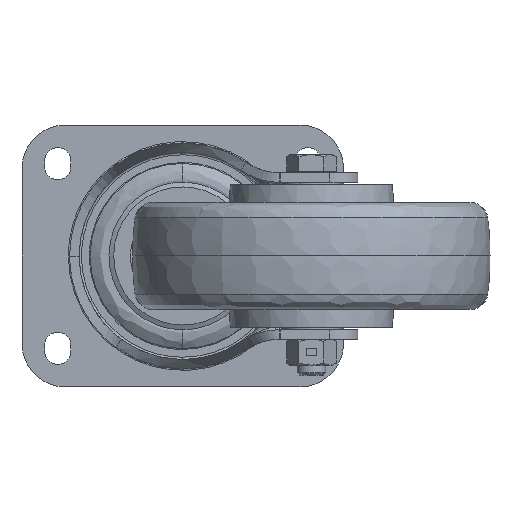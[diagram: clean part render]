
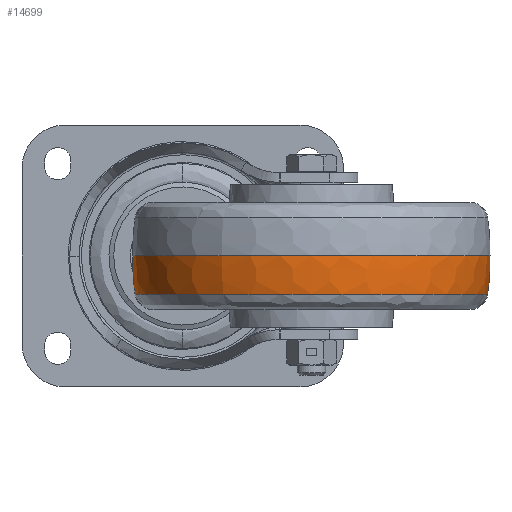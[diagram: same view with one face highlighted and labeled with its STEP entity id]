
A CAD part, front view. The second image highlights one B-rep face of the part: STEP entity #14699.
In plain terms, the highlighted toroidal (fillet/blend) face has major radius 24.98 mm and minor radius 100 mm.
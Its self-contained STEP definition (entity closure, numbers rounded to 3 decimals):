
#2015 = CIRCLE ( 'NONE', #26009, 75. ) ;
#2440 = ORIENTED_EDGE ( 'NONE', *, *, #22195, .T. ) ;
#3043 = VERTEX_POINT ( 'NONE', #27133 ) ;
#4449 = DIRECTION ( 'NONE',  ( 0., 0., 1. ) ) ;
#5691 = DIRECTION ( 'NONE',  ( 0., -1., 0. ) ) ;
#7537 = CARTESIAN_POINT ( 'NONE',  ( 78.98, -120., -2.024 ) ) ;
#8766 = CIRCLE ( 'NONE', #23508, 74.038 ) ;
#9412 = TOROIDAL_SURFACE ( 'NONE', #10649, -24.98, 100. ) ;
#9581 = DIRECTION ( 'NONE',  ( 0., 0., 1. ) ) ;
#10217 = CARTESIAN_POINT ( 'NONE',  ( 54., -120., -16.007 ) ) ;
#10435 = DIRECTION ( 'NONE',  ( -1., 0., 0. ) ) ;
#10649 = AXIS2_PLACEMENT_3D ( 'NONE', #15088, #9581, #29506 ) ;
#12130 = FACE_OUTER_BOUND ( 'NONE', #31183, .T. ) ;
#13082 = DIRECTION ( 'NONE',  ( 1., 0., 0. ) ) ;
#13216 = CIRCLE ( 'NONE', #25829, 100. ) ;
#13766 = AXIS2_PLACEMENT_3D ( 'NONE', #7537, #27506, #10435 ) ;
#14699 = ADVANCED_FACE ( 'NONE', ( #12130 ), #9412, .T. ) ;
#14908 = EDGE_CURVE ( 'NONE', #3043, #35197, #34803, .T. ) ;
#15088 = CARTESIAN_POINT ( 'NONE',  ( 54., -120., -2.024 ) ) ;
#15715 = ORIENTED_EDGE ( 'NONE', *, *, #35483, .T. ) ;
#15880 = EDGE_CURVE ( 'NONE', #35197, #28841, #2015, .T. ) ;
#18901 = CARTESIAN_POINT ( 'NONE',  ( 129., -120., 0. ) ) ;
#20182 = VERTEX_POINT ( 'NONE', #25902 ) ;
#21555 = CARTESIAN_POINT ( 'NONE',  ( 54., -120., 0. ) ) ;
#22195 = EDGE_CURVE ( 'NONE', #3043, #20182, #8766, .T. ) ;
#22798 = CARTESIAN_POINT ( 'NONE',  ( 29.02, -120., -2.024 ) ) ;
#23508 = AXIS2_PLACEMENT_3D ( 'NONE', #10217, #30146, #13082 ) ;
#24401 = DIRECTION ( 'NONE',  ( 1., 0., 0. ) ) ;
#25650 = DIRECTION ( 'NONE',  ( 0., 0., -1. ) ) ;
#25829 = AXIS2_PLACEMENT_3D ( 'NONE', #22798, #5691, #25650 ) ;
#25902 = CARTESIAN_POINT ( 'NONE',  ( 128.038, -120., -16.007 ) ) ;
#26009 = AXIS2_PLACEMENT_3D ( 'NONE', #21555, #4449, #24401 ) ;
#27133 = CARTESIAN_POINT ( 'NONE',  ( -20.038, -120., -16.007 ) ) ;
#27506 = DIRECTION ( 'NONE',  ( 0., 1., 0. ) ) ;
#27657 = ORIENTED_EDGE ( 'NONE', *, *, #14908, .F. ) ;
#28841 = VERTEX_POINT ( 'NONE', #18901 ) ;
#29506 = DIRECTION ( 'NONE',  ( 1., 0., 0. ) ) ;
#30146 = DIRECTION ( 'NONE',  ( 0., 0., 1. ) ) ;
#31183 = EDGE_LOOP ( 'NONE', ( #27657, #2440, #15715, #31839 ) ) ;
#31839 = ORIENTED_EDGE ( 'NONE', *, *, #15880, .F. ) ;
#34803 = CIRCLE ( 'NONE', #13766, 100. ) ;
#35197 = VERTEX_POINT ( 'NONE', #35383 ) ;
#35383 = CARTESIAN_POINT ( 'NONE',  ( -21., -120., 0. ) ) ;
#35483 = EDGE_CURVE ( 'NONE', #20182, #28841, #13216, .T. ) ;
